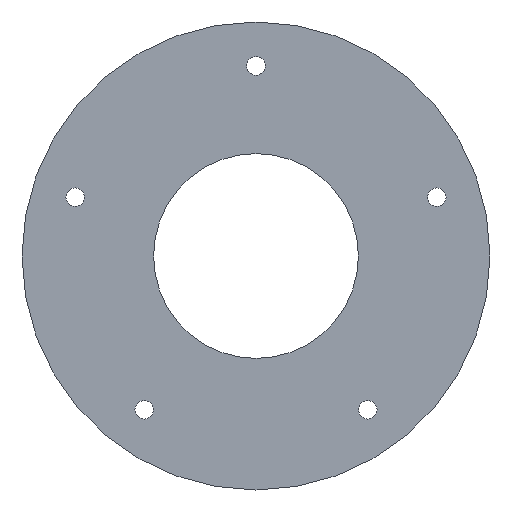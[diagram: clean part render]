
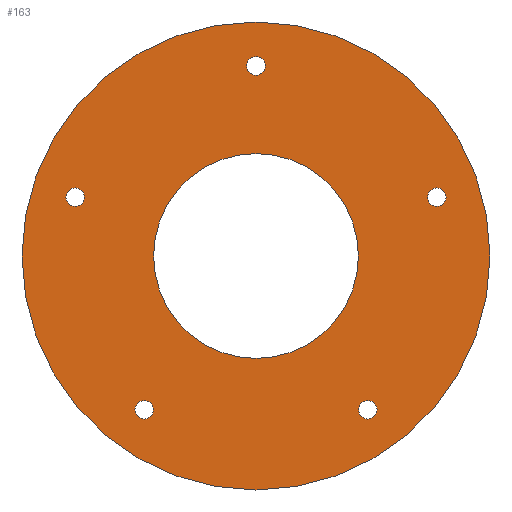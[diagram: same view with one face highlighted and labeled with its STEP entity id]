
A CAD part, left-side view. The second image highlights one B-rep face of the part: STEP entity #163.
In plain terms, the highlighted planar face has unit normal (-1, 0, 0).
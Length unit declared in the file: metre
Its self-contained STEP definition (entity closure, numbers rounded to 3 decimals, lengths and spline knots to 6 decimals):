
#21=PLANE('',#199);
#43=ORIENTED_EDGE('',*,*,#61,.T.);
#44=ORIENTED_EDGE('',*,*,#59,.T.);
#45=ORIENTED_EDGE('',*,*,#57,.T.);
#46=ORIENTED_EDGE('',*,*,#55,.F.);
#47=ORIENTED_EDGE('',*,*,#53,.T.);
#48=ORIENTED_EDGE('',*,*,#51,.T.);
#49=ORIENTED_EDGE('',*,*,#63,.T.);
#51=EDGE_CURVE('',#65,#65,#79,.T.);
#53=EDGE_CURVE('',#67,#67,#81,.T.);
#55=EDGE_CURVE('',#69,#69,#83,.T.);
#57=EDGE_CURVE('',#71,#71,#85,.T.);
#59=EDGE_CURVE('',#73,#73,#87,.T.);
#61=EDGE_CURVE('',#75,#75,#89,.T.);
#63=EDGE_CURVE('',#77,#77,#91,.T.);
#65=VERTEX_POINT('',#253);
#67=VERTEX_POINT('',#258);
#69=VERTEX_POINT('',#263);
#71=VERTEX_POINT('',#268);
#73=VERTEX_POINT('',#273);
#75=VERTEX_POINT('',#278);
#77=VERTEX_POINT('',#283);
#79=CIRCLE('',#179,0.002019);
#81=CIRCLE('',#182,0.002019);
#83=CIRCLE('',#185,0.022225);
#85=CIRCLE('',#188,0.002019);
#87=CIRCLE('',#191,0.002019);
#89=CIRCLE('',#194,0.002019);
#91=CIRCLE('',#197,0.0508);
#113=EDGE_LOOP('',(#43));
#114=EDGE_LOOP('',(#44));
#115=EDGE_LOOP('',(#45));
#116=EDGE_LOOP('',(#46));
#117=EDGE_LOOP('',(#47));
#118=EDGE_LOOP('',(#48));
#119=EDGE_LOOP('',(#49));
#141=FACE_BOUND('',#113,.T.);
#142=FACE_BOUND('',#114,.T.);
#143=FACE_BOUND('',#115,.T.);
#144=FACE_BOUND('',#116,.T.);
#145=FACE_BOUND('',#117,.T.);
#146=FACE_BOUND('',#118,.T.);
#147=FACE_BOUND('',#119,.T.);
#163=ADVANCED_FACE('',(#141,#142,#143,#144,#145,#146,#147),#21,.F.);
#179=AXIS2_PLACEMENT_3D('',#252,#206,#207);
#182=AXIS2_PLACEMENT_3D('',#257,#212,#213);
#185=AXIS2_PLACEMENT_3D('',#262,#218,#219);
#188=AXIS2_PLACEMENT_3D('',#267,#224,#225);
#191=AXIS2_PLACEMENT_3D('',#272,#230,#231);
#194=AXIS2_PLACEMENT_3D('',#277,#236,#237);
#197=AXIS2_PLACEMENT_3D('',#282,#242,#243);
#199=AXIS2_PLACEMENT_3D('',#285,#246,#247);
#206=DIRECTION('',(1.,0.,0.));
#207=DIRECTION('',(0.,1.,0.));
#212=DIRECTION('',(1.,0.,0.));
#213=DIRECTION('',(0.,1.,0.));
#218=DIRECTION('',(-1.,0.,0.));
#219=DIRECTION('',(0.,-1.,0.));
#224=DIRECTION('',(1.,0.,0.));
#225=DIRECTION('',(0.,1.,0.));
#230=DIRECTION('',(1.,0.,0.));
#231=DIRECTION('',(0.,1.,0.));
#236=DIRECTION('',(1.,0.,0.));
#237=DIRECTION('',(0.,1.,0.));
#242=DIRECTION('',(-1.,0.,0.));
#243=DIRECTION('',(0.,-1.,0.));
#246=DIRECTION('',(1.,0.,0.));
#247=DIRECTION('',(0.,-1.,0.));
#252=CARTESIAN_POINT('',(-0.409142,-0.216056,0.046255));
#253=CARTESIAN_POINT('',(-0.409142,-0.214037,0.046255));
#257=CARTESIAN_POINT('',(-0.409142,-0.15254,0.000108));
#258=CARTESIAN_POINT('',(-0.409142,-0.150521,0.000108));
#262=CARTESIAN_POINT('',(-0.409142,-0.176801,0.0335));
#263=CARTESIAN_POINT('',(-0.409142,-0.199026,0.0335));
#267=CARTESIAN_POINT('',(-0.409142,-0.201062,0.000108));
#268=CARTESIAN_POINT('',(-0.409142,-0.199042,0.000108));
#272=CARTESIAN_POINT('',(-0.409142,-0.137546,0.046255));
#273=CARTESIAN_POINT('',(-0.409142,-0.135527,0.046255));
#277=CARTESIAN_POINT('',(-0.409142,-0.176801,0.074775));
#278=CARTESIAN_POINT('',(-0.409142,-0.174782,0.074775));
#282=CARTESIAN_POINT('',(-0.409142,-0.176801,0.0335));
#283=CARTESIAN_POINT('',(-0.409142,-0.227601,0.0335));
#285=CARTESIAN_POINT('',(-0.409142,-0.207004,0.026697));
